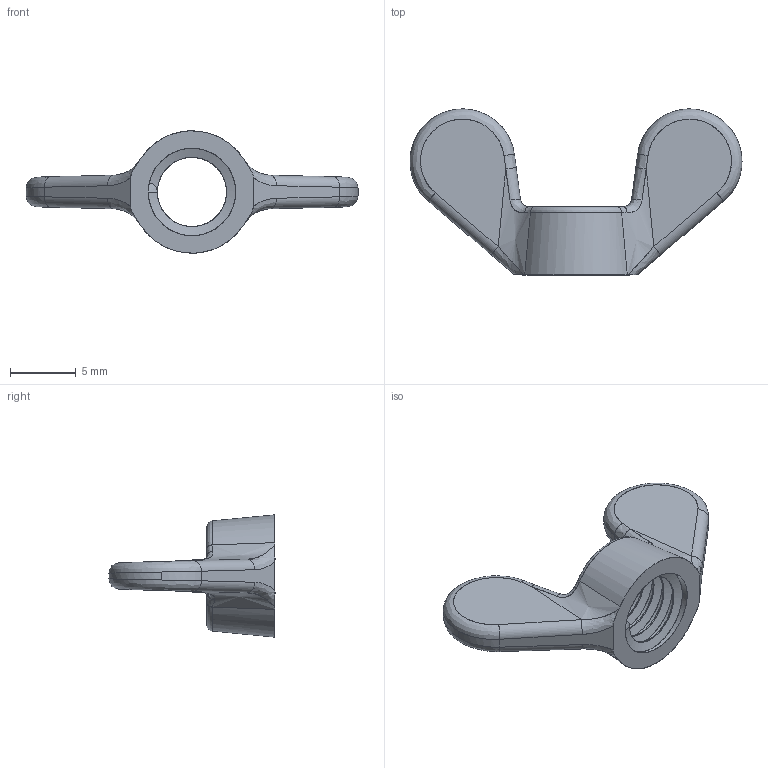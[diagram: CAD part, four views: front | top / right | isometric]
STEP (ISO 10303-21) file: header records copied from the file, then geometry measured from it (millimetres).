
FILE_DESCRIPTION(('FreeCAD Model'),'2;1');
FILE_NAME('Open CASCADE Shape Model','2025-05-03T18:45:37',('FreeCAD'),( 'FreeCAD'),'Open CASCADE STEP processor 7.6','FreeCAD','Unknown');
FILE_SCHEMA(('AUTOMOTIVE_DESIGN { 1 0 10303 214 1 1 1 1 }'));
Length unit declared in the file: millimetre
Products named in the file (1): Open CASCADE STEP translator 7.6 1
Bounding box: 25.19 x 12.59 x 9.28 mm (x, y, z)
Surface area: 712.5 mm2 (no closed solid volume)
Topology: 0 solids, 73 shells, 73 faces, 790 edges, 785 vertices
Faces by surface type: bspline 73
Entity records: 9631 total; most frequent: CARTESIAN_POINT 6192, ORIENTED_EDGE 785, EDGE_CURVE 785, VERTEX_POINT 785, B_SPLINE_CURVE_WITH_KNOTS 690, FACE_BOUND 75, EDGE_LOOP 75, SHELL_BASED_SURFACE_MODEL 73
